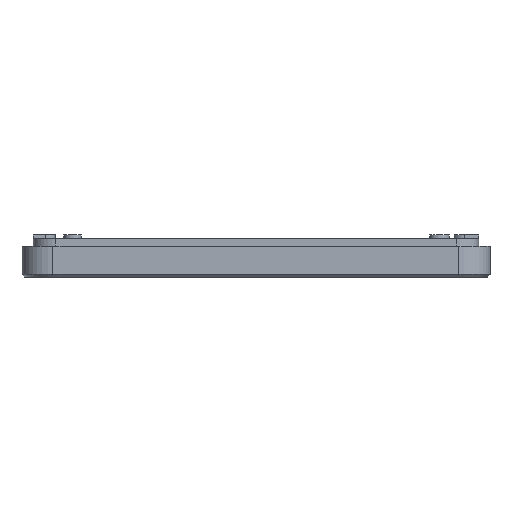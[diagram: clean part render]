
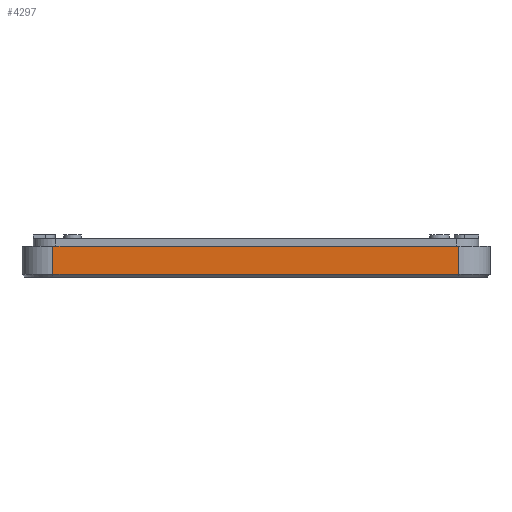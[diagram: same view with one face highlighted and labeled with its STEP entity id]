
A CAD part, front view. The second image highlights one B-rep face of the part: STEP entity #4297.
In plain terms, the highlighted planar face has unit normal (0, -1, 0).
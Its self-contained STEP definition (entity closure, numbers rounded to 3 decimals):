
#689=FACE_OUTER_BOUND('',#1033,.T.);
#1033=EDGE_LOOP('',(#3944,#3945,#3946,#3947));
#1259=LINE('',#6662,#1632);
#1271=LINE('',#6706,#1644);
#1408=LINE('',#7365,#1781);
#1409=LINE('',#7366,#1782);
#1632=VECTOR('',#5208,10.);
#1644=VECTOR('',#5234,10.);
#1781=VECTOR('',#5915,10.);
#1782=VECTOR('',#5916,10.);
#1989=VERTEX_POINT('',#6659);
#1990=VERTEX_POINT('',#6661);
#1998=VERTEX_POINT('',#6687);
#2000=VERTEX_POINT('',#6702);
#2463=EDGE_CURVE('',#1989,#1990,#1259,.T.);
#2480=EDGE_CURVE('',#1998,#2000,#1271,.T.);
#2777=EDGE_CURVE('',#1990,#1998,#1408,.T.);
#2778=EDGE_CURVE('',#1989,#2000,#1409,.T.);
#3944=ORIENTED_EDGE('',*,*,#2480,.F.);
#3945=ORIENTED_EDGE('',*,*,#2777,.F.);
#3946=ORIENTED_EDGE('',*,*,#2463,.F.);
#3947=ORIENTED_EDGE('',*,*,#2778,.T.);
#4088=PLANE('',#4725);
#4297=ADVANCED_FACE('',(#689),#4088,.T.);
#4725=AXIS2_PLACEMENT_3D('',#7364,#5913,#5914);
#5208=DIRECTION('',(1.,0.,0.));
#5234=DIRECTION('',(-1.,0.,0.));
#5913=DIRECTION('center_axis',(0.,-1.,0.));
#5914=DIRECTION('ref_axis',(-1.,0.,0.));
#5915=DIRECTION('',(0.,0.,-1.));
#5916=DIRECTION('',(0.,0.,-1.));
#6659=CARTESIAN_POINT('',(3.386,-59.087,-2.1));
#6661=CARTESIAN_POINT('',(75.097,-59.087,-2.1));
#6662=CARTESIAN_POINT('',(3.386,-59.087,-2.1));
#6687=CARTESIAN_POINT('',(75.097,-59.087,-7.1));
#6702=CARTESIAN_POINT('',(3.386,-59.087,-7.1));
#6706=CARTESIAN_POINT('',(57.173,-59.087,-7.1));
#7364=CARTESIAN_POINT('Origin',(75.097,-59.087,-2.1));
#7365=CARTESIAN_POINT('',(75.097,-59.087,-2.1));
#7366=CARTESIAN_POINT('',(3.386,-59.087,-2.1));
